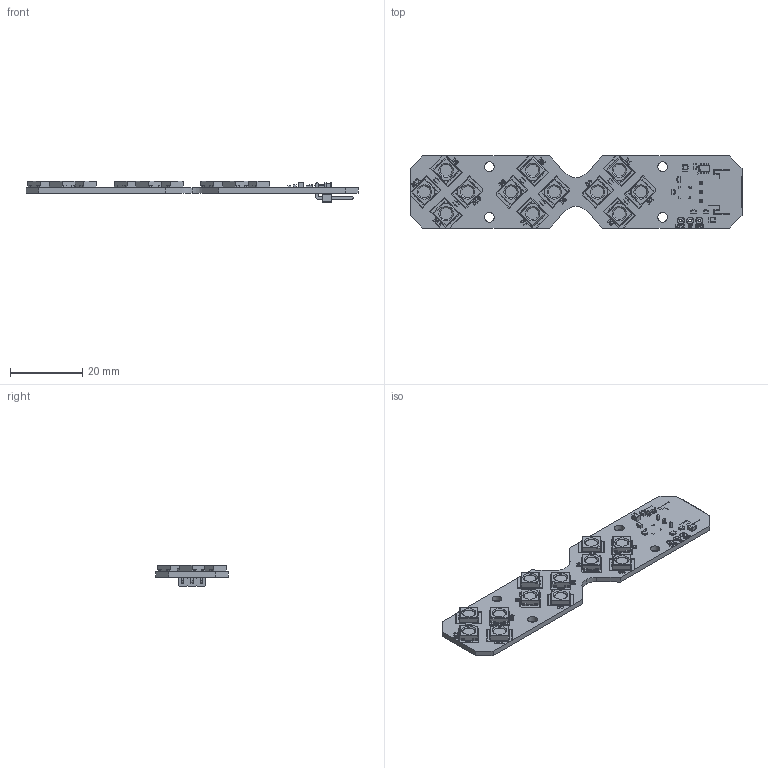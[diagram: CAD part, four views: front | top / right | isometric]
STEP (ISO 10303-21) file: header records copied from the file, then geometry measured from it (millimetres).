
FILE_DESCRIPTION(('KiCad electronic assembly'),'2;1');
FILE_NAME('Indicator.step','2025-10-16T11:55:36',('Pcbnew'),('Kicad'), 'Open CASCADE STEP processor 7.9','KiCad to STEP converter','Unknown' );
FILE_SCHEMA(('AUTOMOTIVE_DESIGN { 1 0 10303 214 1 1 1 1 }'));
Length unit declared in the file: millimetre
Products named in the file (9): Indicator 1; LED_SK6812_PLCC4_5.0x5.0mm_P3.2mm; C_0805_2012Metric; C_0603_1608Metric; R_0603_1608Metric; TSOT-23-6; PinHeader_1x03_P2.54mm_Horizontal; Indicator_silkscreen; Indicator_PCB
Assembly tree (29 placements, depth 2):
  Indicator 1
    LED_SK6812_PLCC4_5.0x5.0mm_P3.2mm  x12
    C_0805_2012Metric  x2
    C_0603_1608Metric  x8
    R_0603_1608Metric  x3
    TSOT-23-6
    PinHeader_1x03_P2.54mm_Horizontal
    Indicator_silkscreen
    Indicator_PCB
Bounding box: 92 x 20 x 5.92 mm (x, y, z)
Volume: 3056.3 mm3; surface area: 5230 mm2
Topology: 28 solids, 144 shells, 1522 faces, 5308 edges, 3949 vertices
Faces by surface type: plane 1045, cylinder 449, bspline 16, cone 12
Full cylindrical faces by diameter (mm): 0.7 x3, 1 x3, 2.7 x4, 3.333 x12
Entity records: 28373 total; most frequent: CARTESIAN_POINT 5010, DIRECTION 3943, ORIENTED_EDGE 3400, EDGE_CURVE 2385, VERTEX_POINT 2025, LINE 1803, VECTOR 1803, AXIS2_PLACEMENT_3D 1070
